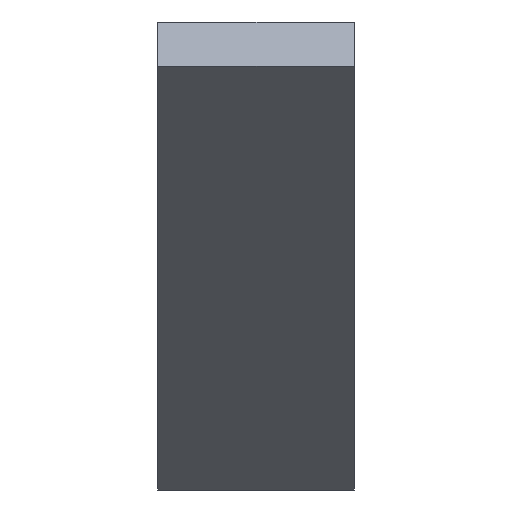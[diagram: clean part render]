
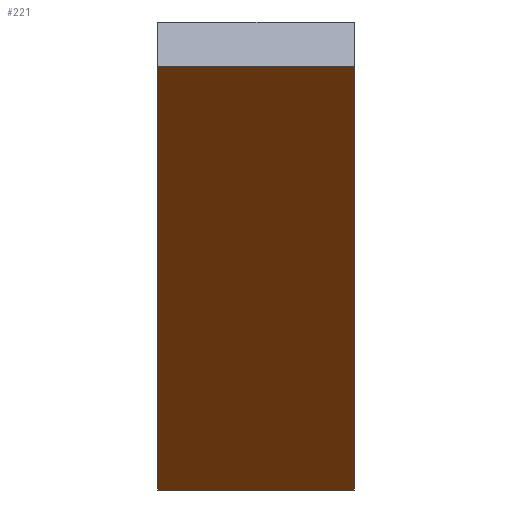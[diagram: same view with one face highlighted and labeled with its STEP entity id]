
A CAD part, left-side view. The second image highlights one B-rep face of the part: STEP entity #221.
In plain terms, the highlighted planar face has unit normal (-0.5, 0, -0.866).
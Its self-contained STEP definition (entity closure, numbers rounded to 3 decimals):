
#20=FACE_OUTER_BOUND('',#32,.T.);
#32=EDGE_LOOP('',(#156,#157,#158,#159));
#43=LINE('',#323,#71);
#49=LINE('',#335,#77);
#50=LINE('',#337,#78);
#51=LINE('',#338,#79);
#71=VECTOR('',#264,10.);
#77=VECTOR('',#274,10.);
#78=VECTOR('',#275,10.);
#79=VECTOR('',#276,10.);
#98=VERTEX_POINT('',#319);
#100=VERTEX_POINT('',#322);
#104=VERTEX_POINT('',#334);
#105=VERTEX_POINT('',#336);
#119=EDGE_CURVE('',#98,#100,#43,.T.);
#125=EDGE_CURVE('',#104,#98,#49,.T.);
#126=EDGE_CURVE('',#104,#105,#50,.T.);
#127=EDGE_CURVE('',#100,#105,#51,.T.);
#156=ORIENTED_EDGE('',*,*,#125,.F.);
#157=ORIENTED_EDGE('',*,*,#126,.T.);
#158=ORIENTED_EDGE('',*,*,#127,.F.);
#159=ORIENTED_EDGE('',*,*,#119,.F.);
#210=PLANE('',#247);
#221=ADVANCED_FACE('',(#20),#210,.T.);
#247=AXIS2_PLACEMENT_3D('',#333,#272,#273);
#264=DIRECTION('',(0.,-1.,0.));
#272=DIRECTION('center_axis',(-0.5,0.,-0.866));
#273=DIRECTION('ref_axis',(0.866,0.,-0.5));
#274=DIRECTION('',(-0.866,0.,0.5));
#275=DIRECTION('',(0.,-1.,0.));
#276=DIRECTION('',(0.866,0.,-0.5));
#319=CARTESIAN_POINT('',(-46.86,12.,25.9));
#322=CARTESIAN_POINT('',(-46.86,0.,25.9));
#323=CARTESIAN_POINT('',(-46.86,12.,25.9));
#333=CARTESIAN_POINT('Origin',(-46.86,12.,25.9));
#334=CARTESIAN_POINT('',(-2.,12.,0.));
#335=CARTESIAN_POINT('',(-2.,12.,0.));
#336=CARTESIAN_POINT('',(-2.,0.,0.));
#337=CARTESIAN_POINT('',(-2.,0.,0.));
#338=CARTESIAN_POINT('',(-2.,0.,0.));
